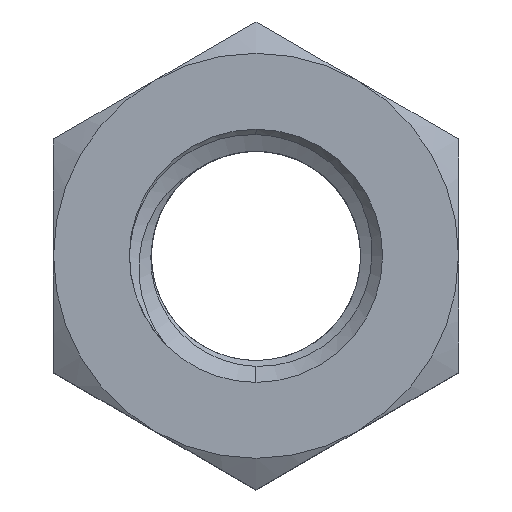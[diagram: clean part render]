
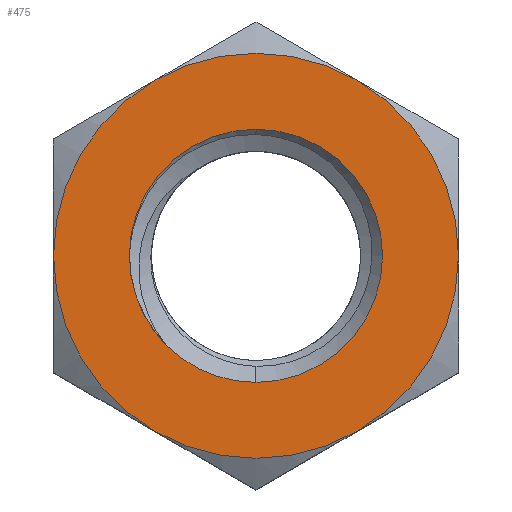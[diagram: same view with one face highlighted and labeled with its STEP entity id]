
A CAD part, top view. The second image highlights one B-rep face of the part: STEP entity #475.
In plain terms, the highlighted planar face has unit normal (0, 0, 1).
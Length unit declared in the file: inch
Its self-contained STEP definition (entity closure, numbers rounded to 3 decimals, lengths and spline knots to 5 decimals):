
#13 = DIRECTION ( 'NONE',  ( 1., 0., 0. ) ) ;
#14 = DIRECTION ( 'NONE',  ( 0., 0., 1. ) ) ;
#26 = AXIS2_PLACEMENT_3D ( 'NONE', #727, #706, #709 ) ;
#27 = AXIS2_PLACEMENT_3D ( 'NONE', #703, #708, #804 ) ;
#28 = AXIS2_PLACEMENT_3D ( 'NONE', #2056, #2050, #2049 ) ;
#30 = AXIS2_PLACEMENT_3D ( 'NONE', #1366, #1361, #1354 ) ;
#35 = AXIS2_PLACEMENT_3D ( 'NONE', #1301, #1438, #1436 ) ;
#61 = EDGE_CURVE ( 'NONE', #816, #812, #255, .T. ) ;
#63 = EDGE_CURVE ( 'NONE', #812, #809, #433, .T. ) ;
#90 = EDGE_CURVE ( 'NONE', #856, #862, #276, .T. ) ;
#92 = AXIS2_PLACEMENT_3D ( 'NONE', #654, #649, #652 ) ;
#102 = EDGE_CURVE ( 'NONE', #891, #816, #237, .T. ) ;
#105 = AXIS2_PLACEMENT_3D ( 'NONE', #631, #626, #624 ) ;
#114 = EDGE_CURVE ( 'NONE', #862, #874, #203, .T. ) ;
#120 = AXIS2_PLACEMENT_3D ( 'NONE', #502, #574, #609 ) ;
#121 = AXIS2_PLACEMENT_3D ( 'NONE', #2630, #14, #13 ) ;
#124 = EDGE_CURVE ( 'NONE', #874, #854, #336, .T. ) ;
#138 = EDGE_CURVE ( 'NONE', #809, #891, #372, .T. ) ;
#146 = EDGE_CURVE ( 'NONE', #854, #836, #320, .T. ) ;
#151 = EDGE_CURVE ( 'NONE', #823, #856, #401, .T. ) ;
#154 = EDGE_CURVE ( 'NONE', #836, #823, #425, .T. ) ;
#159 = AXIS2_PLACEMENT_3D ( 'NONE', #1323, #1327, #1332 ) ;
#203 = CIRCLE ( 'NONE', #92, 0.25 ) ;
#234 = FACE_OUTER_BOUND ( 'NONE', #429, .T. ) ;
#237 = CIRCLE ( 'NONE', #105, 0.15625 ) ;
#255 = CIRCLE ( 'NONE', #26, 0.15625 ) ;
#276 = CIRCLE ( 'NONE', #121, 0.25 ) ;
#317 = EDGE_LOOP ( 'NONE', ( #1456, #1465, #1520, #1551 ) ) ;
#320 = CIRCLE ( 'NONE', #35, 0.25 ) ;
#336 = CIRCLE ( 'NONE', #120, 0.25 ) ;
#339 = FACE_BOUND ( 'NONE', #317, .T. ) ;
#372 = CIRCLE ( 'NONE', #28, 0.15625 ) ;
#396 = ORIENTED_EDGE ( 'NONE', *, *, #154, .T. ) ;
#401 = CIRCLE ( 'NONE', #30, 0.25 ) ;
#425 = CIRCLE ( 'NONE', #159, 0.25 ) ;
#429 = EDGE_LOOP ( 'NONE', ( #1575, #1565, #1568, #396, #1528, #1497 ) ) ;
#433 = CIRCLE ( 'NONE', #27, 0.15625 ) ;
#475 = ADVANCED_FACE ( 'NONE', ( #339, #234 ), #2511, .T. ) ;
#502 = CARTESIAN_POINT ( 'NONE',  ( 0., 0., 0.13281 ) ) ;
#574 = DIRECTION ( 'NONE',  ( 0., 0., 1. ) ) ;
#609 = DIRECTION ( 'NONE',  ( 1., 0., 0. ) ) ;
#624 = DIRECTION ( 'NONE',  ( 1., 0., 0. ) ) ;
#626 = DIRECTION ( 'NONE',  ( 0., 0., 1. ) ) ;
#631 = CARTESIAN_POINT ( 'NONE',  ( 0., 0., 0.13281 ) ) ;
#649 = DIRECTION ( 'NONE',  ( 0., 0., 1. ) ) ;
#652 = DIRECTION ( 'NONE',  ( 1., 0., 0. ) ) ;
#654 = CARTESIAN_POINT ( 'NONE',  ( 0., 0., 0.13281 ) ) ;
#703 = CARTESIAN_POINT ( 'NONE',  ( 0., 0., 0.13281 ) ) ;
#706 = DIRECTION ( 'NONE',  ( 0., 0., 1. ) ) ;
#708 = DIRECTION ( 'NONE',  ( 0., 0., 1. ) ) ;
#709 = DIRECTION ( 'NONE',  ( 1., 0., 0. ) ) ;
#727 = CARTESIAN_POINT ( 'NONE',  ( 0., 0., 0.13281 ) ) ;
#804 = DIRECTION ( 'NONE',  ( 1., 0., 0. ) ) ;
#809 = VERTEX_POINT ( 'NONE', #2570 ) ;
#812 = VERTEX_POINT ( 'NONE', #2489 ) ;
#816 = VERTEX_POINT ( 'NONE', #2564 ) ;
#823 = VERTEX_POINT ( 'NONE', #2551 ) ;
#836 = VERTEX_POINT ( 'NONE', #2513 ) ;
#854 = VERTEX_POINT ( 'NONE', #2574 ) ;
#856 = VERTEX_POINT ( 'NONE', #2554 ) ;
#862 = VERTEX_POINT ( 'NONE', #2471 ) ;
#874 = VERTEX_POINT ( 'NONE', #2533 ) ;
#891 = VERTEX_POINT ( 'NONE', #2474 ) ;
#1288 = AXIS2_PLACEMENT_3D ( 'NONE', #2510, #2520, #2514 ) ;
#1301 = CARTESIAN_POINT ( 'NONE',  ( 0., 0., 0.13281 ) ) ;
#1323 = CARTESIAN_POINT ( 'NONE',  ( 0., 0., 0.13281 ) ) ;
#1327 = DIRECTION ( 'NONE',  ( 0., 0., 1. ) ) ;
#1332 = DIRECTION ( 'NONE',  ( 1., 0., 0. ) ) ;
#1354 = DIRECTION ( 'NONE',  ( 1., 0., 0. ) ) ;
#1361 = DIRECTION ( 'NONE',  ( 0., 0., 1. ) ) ;
#1366 = CARTESIAN_POINT ( 'NONE',  ( 0., 0., 0.13281 ) ) ;
#1436 = DIRECTION ( 'NONE',  ( 1., 0., 0. ) ) ;
#1438 = DIRECTION ( 'NONE',  ( 0., 0., 1. ) ) ;
#1456 = ORIENTED_EDGE ( 'NONE', *, *, #138, .F. ) ;
#1465 = ORIENTED_EDGE ( 'NONE', *, *, #63, .F. ) ;
#1497 = ORIENTED_EDGE ( 'NONE', *, *, #90, .T. ) ;
#1520 = ORIENTED_EDGE ( 'NONE', *, *, #61, .F. ) ;
#1528 = ORIENTED_EDGE ( 'NONE', *, *, #151, .T. ) ;
#1551 = ORIENTED_EDGE ( 'NONE', *, *, #102, .F. ) ;
#1565 = ORIENTED_EDGE ( 'NONE', *, *, #124, .T. ) ;
#1568 = ORIENTED_EDGE ( 'NONE', *, *, #146, .T. ) ;
#1575 = ORIENTED_EDGE ( 'NONE', *, *, #114, .T. ) ;
#2049 = DIRECTION ( 'NONE',  ( 1., 0., 0. ) ) ;
#2050 = DIRECTION ( 'NONE',  ( 0., 0., 1. ) ) ;
#2056 = CARTESIAN_POINT ( 'NONE',  ( 0., 0., 0.13281 ) ) ;
#2471 = CARTESIAN_POINT ( 'NONE',  ( 0.125, -0.21651, 0.13281 ) ) ;
#2474 = CARTESIAN_POINT ( 'NONE',  ( -0.11049, -0.11049, 0.13281 ) ) ;
#2489 = CARTESIAN_POINT ( 'NONE',  ( 0., 0.15625, 0.13281 ) ) ;
#2510 = CARTESIAN_POINT ( 'NONE',  ( -0.25, 0.14434, 0.13281 ) ) ;
#2511 = PLANE ( 'NONE',  #1288 ) ;
#2513 = CARTESIAN_POINT ( 'NONE',  ( -0.125, 0.21651, 0.13281 ) ) ;
#2514 = DIRECTION ( 'NONE',  ( 1., 0., 0. ) ) ;
#2520 = DIRECTION ( 'NONE',  ( 0., 0., 1. ) ) ;
#2533 = CARTESIAN_POINT ( 'NONE',  ( 0.25, 0., 0.13281 ) ) ;
#2551 = CARTESIAN_POINT ( 'NONE',  ( -0.25, 0., 0.13281 ) ) ;
#2554 = CARTESIAN_POINT ( 'NONE',  ( -0.125, -0.21651, 0.13281 ) ) ;
#2564 = CARTESIAN_POINT ( 'NONE',  ( 0., -0.15625, 0.13281 ) ) ;
#2570 = CARTESIAN_POINT ( 'NONE',  ( -0.15625, 0., 0.13281 ) ) ;
#2574 = CARTESIAN_POINT ( 'NONE',  ( 0.125, 0.21651, 0.13281 ) ) ;
#2630 = CARTESIAN_POINT ( 'NONE',  ( 0., 0., 0.13281 ) ) ;
